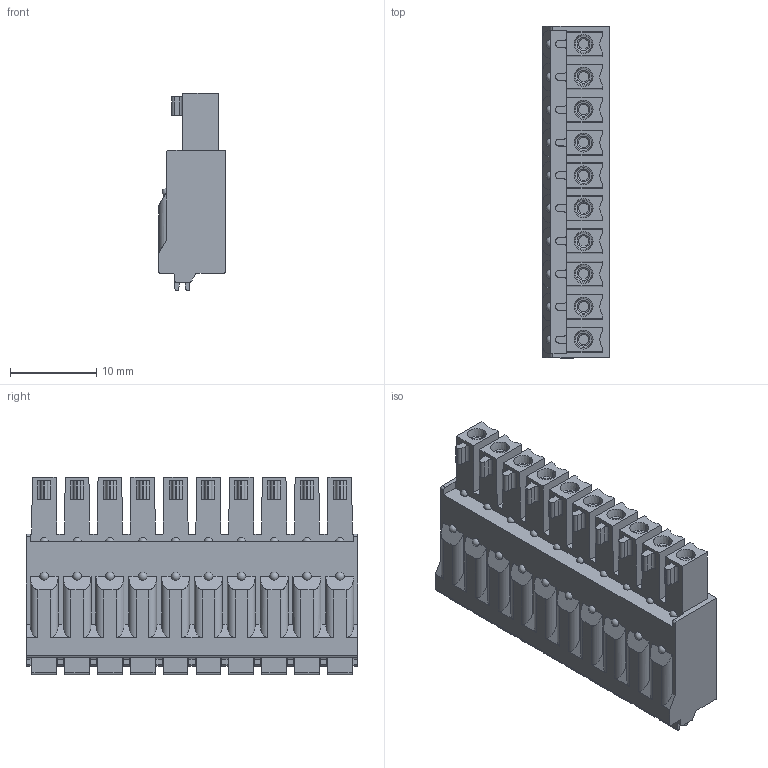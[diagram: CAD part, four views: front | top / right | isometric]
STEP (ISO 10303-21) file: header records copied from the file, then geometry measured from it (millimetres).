
FILE_DESCRIPTION((''),'2;1');
FILE_NAME('TLPS-107-04P-X','2024-09-20T',('sheji'),(''),'PRO/ENGINEER BY PARAMETRIC TECHNOLOGY CORPORATION, 2015240','PRO/ENGINEER BY PARAMETRIC TECHNOLOGY CORPORATION, 2015240','');
FILE_SCHEMA(('CONFIG_CONTROL_DESIGN'));
Length unit declared in the file: millimetre
Products named in the file (1): TLPS-107-04P-X
Bounding box: 7.75 x 38.49 x 22.9 mm (x, y, z)
Volume: 4567.2 mm3; surface area: 3534.5 mm2
Topology: 1 solids, 1 shells, 654 faces, 1821 edges, 1198 vertices
Faces by surface type: plane 326, cylinder 228, cone 60, torus 20, sphere 20
Entity records: 21469 total; most frequent: CARTESIAN_POINT 4235, DIRECTION 3697, ORIENTED_EDGE 3602, EDGE_CURVE 1801, AXIS2_PLACEMENT_3D 1322, VERTEX_POINT 1198, VECTOR 1053, LINE 1053
